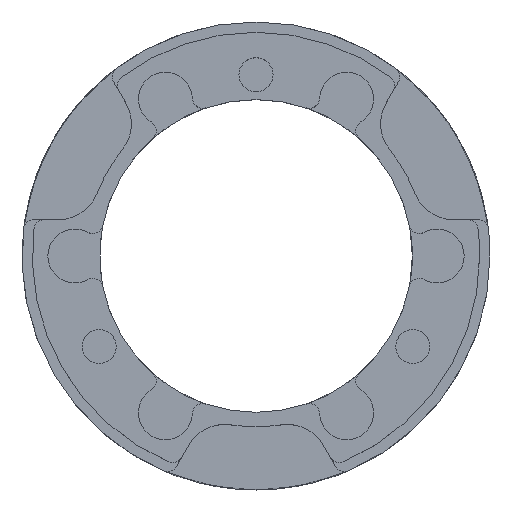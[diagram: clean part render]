
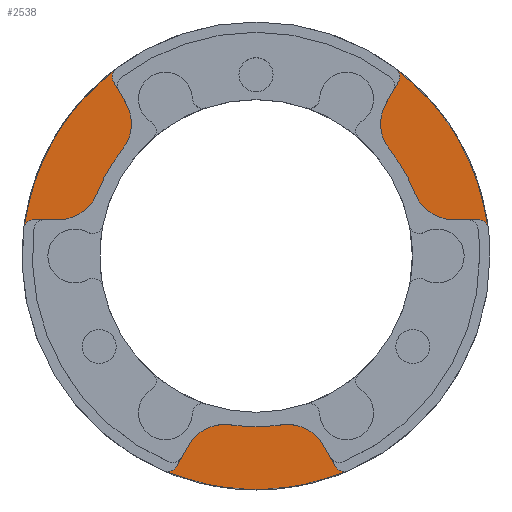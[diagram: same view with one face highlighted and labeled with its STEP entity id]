
A CAD part, top view. The second image highlights one B-rep face of the part: STEP entity #2538.
In plain terms, the highlighted planar face has unit normal (0, 0, -1).
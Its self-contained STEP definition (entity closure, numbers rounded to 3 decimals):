
#2370 = VERTEX_POINT('',#2371);
#2371 = CARTESIAN_POINT('',(15.1,0.,0.
    ));
#2377 = EDGE_CURVE('',#2370,#2370,#2378,.T.);
#2378 = CIRCLE('',#2379,15.1);
#2379 = AXIS2_PLACEMENT_3D('',#2380,#2381,#2382);
#2380 = CARTESIAN_POINT('',(0.,0.,0.)
  );
#2381 = DIRECTION('',(0.,0.,-1.));
#2382 = DIRECTION('',(1.,0.,0.));
#2507 = VERTEX_POINT('',#2508);
#2508 = CARTESIAN_POINT('',(22.6,0.,0.));
#2514 = EDGE_CURVE('',#2507,#2507,#2515,.T.);
#2515 = CIRCLE('',#2516,22.6);
#2516 = AXIS2_PLACEMENT_3D('',#2517,#2518,#2519);
#2517 = CARTESIAN_POINT('',(0.,0.,0.));
#2518 = DIRECTION('',(0.,0.,-1.));
#2519 = DIRECTION('',(1.,0.,0.));
#2538 = ADVANCED_FACE('',(#2539,#2542),#2545,.T.);
#2539 = FACE_BOUND('',#2540,.T.);
#2540 = EDGE_LOOP('',(#2541));
#2541 = ORIENTED_EDGE('',*,*,#2514,.T.);
#2542 = FACE_BOUND('',#2543,.T.);
#2543 = EDGE_LOOP('',(#2544));
#2544 = ORIENTED_EDGE('',*,*,#2377,.F.);
#2545 = PLANE('',#2546);
#2546 = AXIS2_PLACEMENT_3D('',#2547,#2548,#2549);
#2547 = CARTESIAN_POINT('',(0.,0.,0.));
#2548 = DIRECTION('',(0.,0.,-1.));
#2549 = DIRECTION('',(1.,0.,0.));
